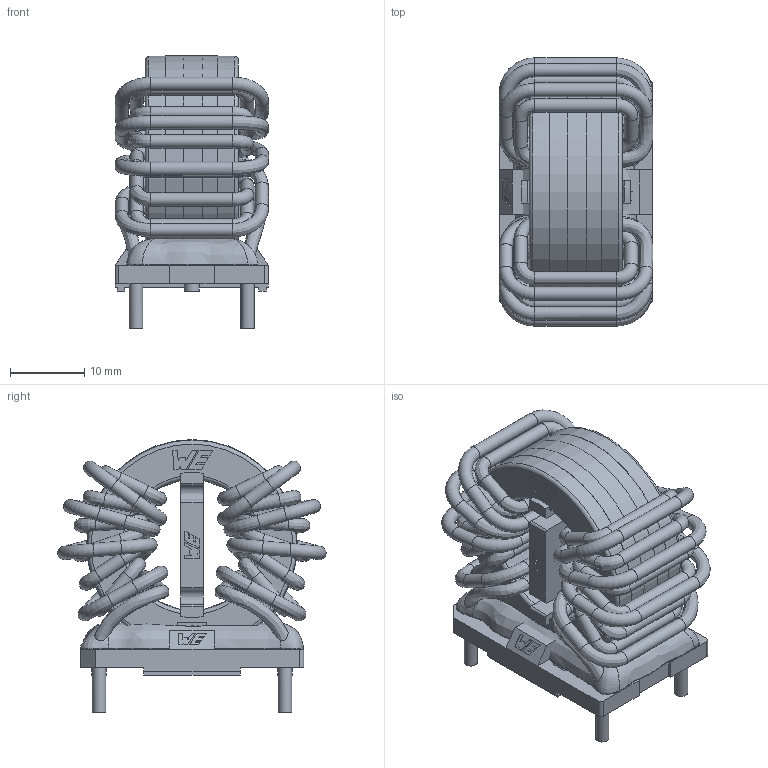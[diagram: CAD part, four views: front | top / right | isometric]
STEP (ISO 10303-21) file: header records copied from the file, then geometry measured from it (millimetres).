
FILE_DESCRIPTION(('STEP AP214'),'1');
FILE_NAME('L_Wurth_WE-CMBNC-TypeXL_7448051804.step','2025-04-07T05:23:27',(' '),('ANSOFT Corporation'),'Spatial InterOp 3D',' ',' ');
FILE_SCHEMA(('AUTOMOTIVE_DESIGN { 1 0 10303 214 1 1 1 1 }'));
Length unit declared in the file: millimetre
Products named in the file (1): Glue
Bounding box: 20.67 x 36.05 x 36.66 mm (x, y, z)
Volume: 10147.9 mm3; surface area: 18309 mm2
Topology: 9 solids, 9 shells, 597 faces, 1532 edges, 969 vertices
Faces by surface type: plane 334, cylinder 139, bspline 64, torus 49, cone 10, extrusion 1
Full cylindrical faces by diameter (mm): 1.7 x8, 1.8 x78, 2 x10, 17.6 x1, 19.4 x2, 20 x1, 25 x1, 25.6 x2, 28.2 x1, 28.23 x1, 28.31 x1
Entity records: 45663 total; most frequent: CARTESIAN_POINT 22495, DIRECTION 2574, ORIENTED_EDGE 2522, STYLED_ITEM 1632, PRESENTATION_STYLE_ASSIGNMENT 1632, COLOUR_RGB 1632, EDGE_CURVE 1261, CURVE_STYLE 1026
